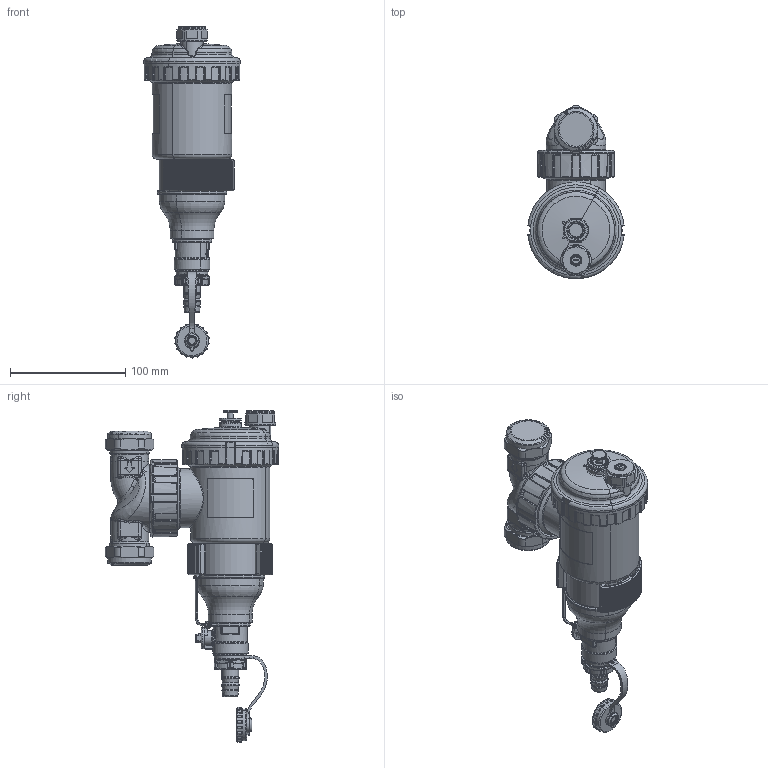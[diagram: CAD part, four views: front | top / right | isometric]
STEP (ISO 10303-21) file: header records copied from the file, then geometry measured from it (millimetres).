
FILE_DESCRIPTION(('CATIA V5 STEP Exchange','CAx-IF Rec.Pracs.--- Model Styling and Organization---1.5--- 2016-08-15','CAx-IF Rec.Pracs.---Supplemental Geometry---1.0---2011-11-01','CAx-IF Rec.Pracs.--- Composite Materials ---3.4---2017-06-13','CAx-IF Rec.Pracs.---Tessellated 3D Geometry---1.0---2015-12-17'),'2;1');
FILE_NAME('STEP_545703_-_TST.stp','2024-03-26T18:18:17+00:00',('none'),('none'),'CATIA Version 5-6 Release 2020 SP5','CATIA V5 STEP AP242 v2','none');
FILE_SCHEMA(('AP242_MANAGED_MODEL_BASED_3D_ENGINEERING_MIM_LF {1 0 10303 442 1 1 4}'));
Products named in the file (1): 545703 - TST
Bounding box: 83.57 x 150.5 x 288.38 mm (x, y, z)
Volume: 846720.6 mm3; surface area: 107034.5 mm2
Topology: 5 solids, 19 shells, 4863 faces, 12197 edges, 7250 vertices
Faces by surface type: plane 1449, bspline 1173, cylinder 1093, torus 638, cone 379, sphere 114, revolution 17
Entity records: 213178 total; most frequent: CARTESIAN_POINT 117964, ORIENTED_EDGE 24056, EDGE_CURVE 12028, DIRECTION 11907, VERTEX_POINT 7250, AXIS2_PLACEMENT_3D 6277, B_SPLINE_CURVE_WITH_KNOTS 5761, EDGE_LOOP 4962
